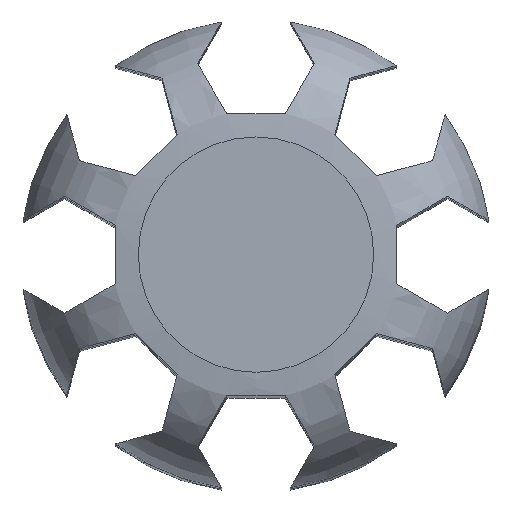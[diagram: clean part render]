
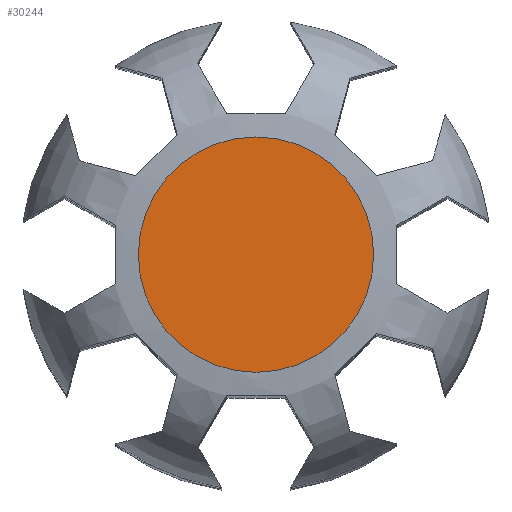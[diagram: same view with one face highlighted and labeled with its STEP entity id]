
A CAD part, top view. The second image highlights one B-rep face of the part: STEP entity #30244.
In plain terms, the highlighted planar face has unit normal (0, 0, 1).
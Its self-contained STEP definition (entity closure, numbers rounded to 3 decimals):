
#12935 = SURFACE_OF_REVOLUTION('',#12936,#12941);
#12936 = CIRCLE('',#12937,5.);
#12937 = AXIS2_PLACEMENT_3D('',#12938,#12939,#12940);
#12938 = CARTESIAN_POINT('',(0.,-5.,92.8));
#12939 = DIRECTION('',(1.,0.,0.));
#12940 = DIRECTION('',(0.,1.,0.));
#12941 = AXIS1_PLACEMENT('',#12942,#12943);
#12942 = CARTESIAN_POINT('',(0.,0.,0.));
#12943 = DIRECTION('',(0.,0.,1.));
#24037 = EDGE_CURVE('',#24038,#24038,#24040,.T.);
#24038 = VERTEX_POINT('',#24039);
#24039 = CARTESIAN_POINT('',(0.,-5.,97.8));
#24040 = SURFACE_CURVE('',#24041,(#24046,#24053),.PCURVE_S1.);
#24041 = CIRCLE('',#24042,5.);
#24042 = AXIS2_PLACEMENT_3D('',#24043,#24044,#24045);
#24043 = CARTESIAN_POINT('',(0.,0.,97.8));
#24044 = DIRECTION('',(0.,0.,1.));
#24045 = DIRECTION('',(0.,-1.,0.));
#24046 = PCURVE('',#12935,#24047);
#24047 = DEFINITIONAL_REPRESENTATION('',(#24048),#24052);
#24048 = LINE('',#24049,#24050);
#24049 = CARTESIAN_POINT('',(0.,1.571));
#24050 = VECTOR('',#24051,1.);
#24051 = DIRECTION('',(1.,0.));
#24052 = ( GEOMETRIC_REPRESENTATION_CONTEXT(2) 
PARAMETRIC_REPRESENTATION_CONTEXT() REPRESENTATION_CONTEXT('2D SPACE',''
  ) );
#24053 = PCURVE('',#24054,#24059);
#24054 = PLANE('',#24055);
#24055 = AXIS2_PLACEMENT_3D('',#24056,#24057,#24058);
#24056 = CARTESIAN_POINT('',(0.,0.,97.8));
#24057 = DIRECTION('',(0.,0.,-1.));
#24058 = DIRECTION('',(0.,1.,0.));
#24059 = DEFINITIONAL_REPRESENTATION('',(#24060),#24068);
#24060 = ( BOUNDED_CURVE() B_SPLINE_CURVE(2,(#24061,#24062,#24063,#24064
    ,#24065,#24066,#24067),.UNSPECIFIED.,.T.,.F.) 
B_SPLINE_CURVE_WITH_KNOTS((1,2,2,2,2,1),(-2.094,0.,
    2.094,4.189,6.283,8.378),
.UNSPECIFIED.) CURVE() GEOMETRIC_REPRESENTATION_ITEM() 
RATIONAL_B_SPLINE_CURVE((1.,0.5,1.,0.5,1.,0.5,1.)) REPRESENTATION_ITEM(
  '') );
#24061 = CARTESIAN_POINT('',(-5.,0.));
#24062 = CARTESIAN_POINT('',(-5.,8.66));
#24063 = CARTESIAN_POINT('',(2.5,4.33));
#24064 = CARTESIAN_POINT('',(10.,0.));
#24065 = CARTESIAN_POINT('',(2.5,-4.33));
#24066 = CARTESIAN_POINT('',(-5.,-8.66));
#24067 = CARTESIAN_POINT('',(-5.,0.));
#24068 = ( GEOMETRIC_REPRESENTATION_CONTEXT(2) 
PARAMETRIC_REPRESENTATION_CONTEXT() REPRESENTATION_CONTEXT('2D SPACE',''
  ) );
#30244 = ADVANCED_FACE('',(#30245),#24054,.F.);
#30245 = FACE_BOUND('',#30246,.T.);
#30246 = EDGE_LOOP('',(#30247));
#30247 = ORIENTED_EDGE('',*,*,#24037,.T.);
